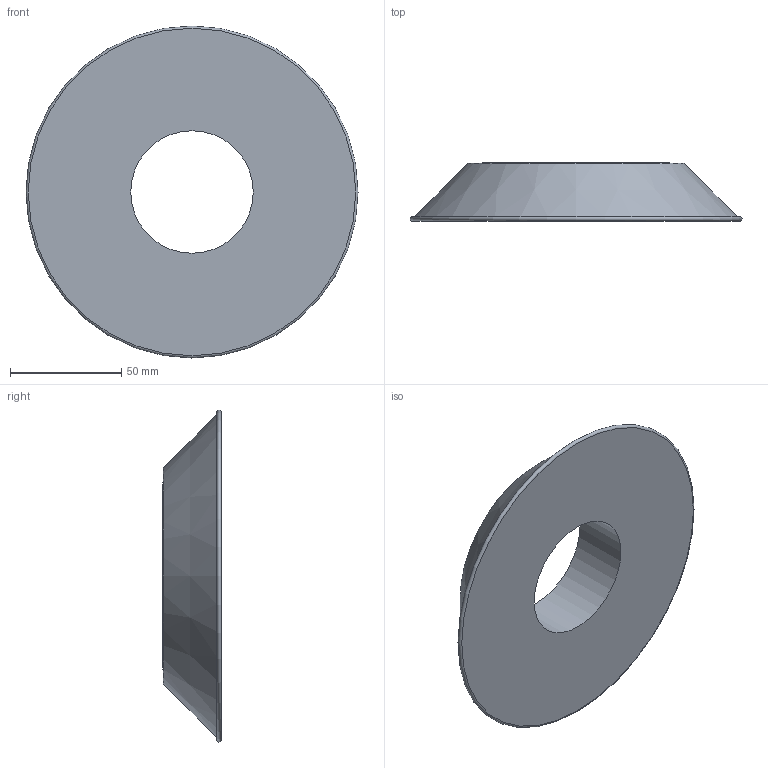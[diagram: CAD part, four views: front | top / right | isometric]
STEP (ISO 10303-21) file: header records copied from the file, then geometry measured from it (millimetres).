
FILE_DESCRIPTION(/* description */ (''),/* implementation_level */ '2;1');
FILE_NAME(/* name */ 'vdlerg150dm54nit.stp',/* time_stamp */ '2020-10-05T10:39:44+02:00',/* author */ ('enginyeria'),/* organization */ (''),/* preprocessor_version */ 'ST-DEVELOPER v17.2',/* originating_system */ 'Autodesk Inventor 2019',/* authorisation */ '');
FILE_SCHEMA (('CONFIG_CONTROL_DESIGN'));
Length unit declared in the file: millimetre
Products named in the file (1): vdlerg150dm54nit
Bounding box: 149 x 26.2 x 149 mm (x, y, z)
Volume: 252000.6 mm3; surface area: 39655.6 mm2
Topology: 1 solids, 1 shells, 21 faces, 60 edges, 43 vertices
Faces by surface type: cone 8, cylinder 7, plane 5, torus 1
Full cylindrical faces by diameter (mm): 4 x1, 6.647 x3, 9.1 x1, 55 x1
Entity records: 790 total; most frequent: DIRECTION 140, CARTESIAN_POINT 121, ORIENTED_EDGE 112, AXIS2_PLACEMENT_3D 62, EDGE_CURVE 56, VERTEX_POINT 43, CIRCLE 40, EDGE_LOOP 29
